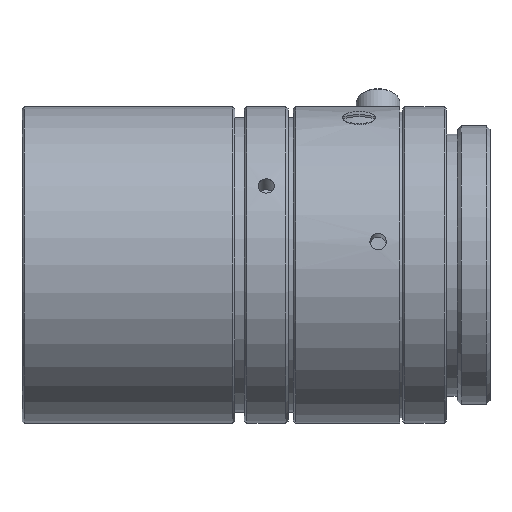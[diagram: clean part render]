
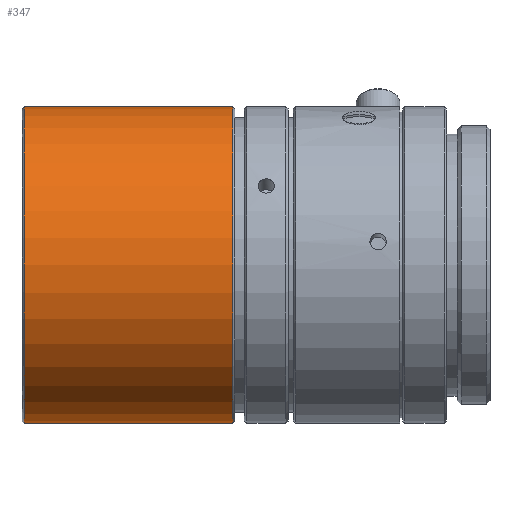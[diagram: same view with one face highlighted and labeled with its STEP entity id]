
A CAD part, front view. The second image highlights one B-rep face of the part: STEP entity #347.
In plain terms, the highlighted cylindrical face has radius 14.5 mm (diameter 29 mm), a full revolution.
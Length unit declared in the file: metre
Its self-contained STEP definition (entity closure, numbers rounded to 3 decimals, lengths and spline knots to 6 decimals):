
#347=ADVANCED_FACE('NONE',(#953,#954),#955,.T.);
#953=FACE_OUTER_BOUND('',#1974,.T.);
#954=FACE_OUTER_BOUND('',#1975,.T.);
#955=CYLINDRICAL_SURFACE('',#1976,0.0145);
#1974=EDGE_LOOP('',(#3017));
#1975=EDGE_LOOP('',(#3018));
#1976=AXIS2_PLACEMENT_3D('',#3019,#3020,#3021);
#3017=ORIENTED_EDGE('',*,*,#5035,.T.);
#3018=ORIENTED_EDGE('',*,*,#5036,.F.);
#3019=CARTESIAN_POINT('',(-0.04662,0.,0.0));
#3020=DIRECTION('',(-1.0,0.0,0.0));
#3021=DIRECTION('',(0.0,1.0,0.0));
#5035=EDGE_CURVE('NONE',#5815,#5815,#5816,.T.);
#5036=EDGE_CURVE('NONE',#5817,#5817,#5818,.T.);
#5815=VERTEX_POINT('',#6960);
#5816=CIRCLE('',#6961,0.0145);
#5817=VERTEX_POINT('',#6962);
#5818=CIRCLE('',#6963,0.0145);
#6960=CARTESIAN_POINT('',(-0.05617,0.0145,0.0));
#6961=AXIS2_PLACEMENT_3D('',#8669,#8670,#8671);
#6962=CARTESIAN_POINT('',(-0.03707,0.0145,0.0));
#6963=AXIS2_PLACEMENT_3D('',#8672,#8673,#8674);
#8669=CARTESIAN_POINT('',(-0.05617,0.,0.0));
#8670=DIRECTION('',(1.0,0.0,0.0));
#8671=DIRECTION('',(0.0,1.0,0.0));
#8672=CARTESIAN_POINT('',(-0.03707,0.,0.0));
#8673=DIRECTION('',(1.0,0.0,0.0));
#8674=DIRECTION('',(0.0,1.0,0.0));
